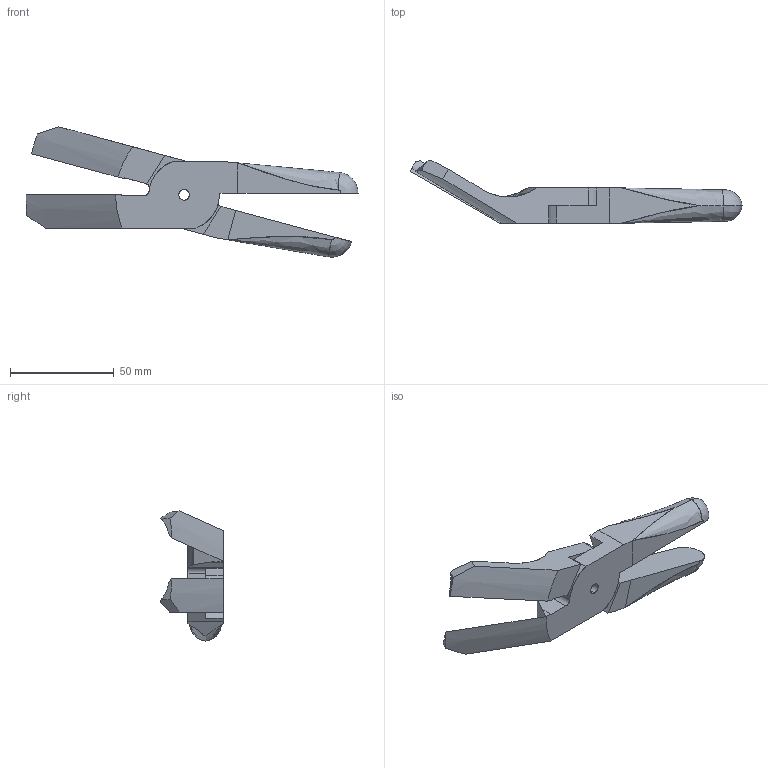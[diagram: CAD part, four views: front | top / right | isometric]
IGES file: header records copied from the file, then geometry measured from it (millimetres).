
Start section: SolidWorks IGES file using analytic representation for surfaces
Global section: file name: N30AA114-ASM.IGS; native system: SolidWorks 2021; preprocessor: SolidWorks 2021; author: NP3-10; date: 230823.115210; units: millimetre
Bounding box: 160.26 x 30.12 x 62.88 mm (x, y, z)
Surface area: 19200.1 mm2 (no closed solid volume)
Topology: 0 solids, 0 shells, 76 faces, 863 edges, 863 vertices
Faces by surface type: bspline 50, revolution 26
